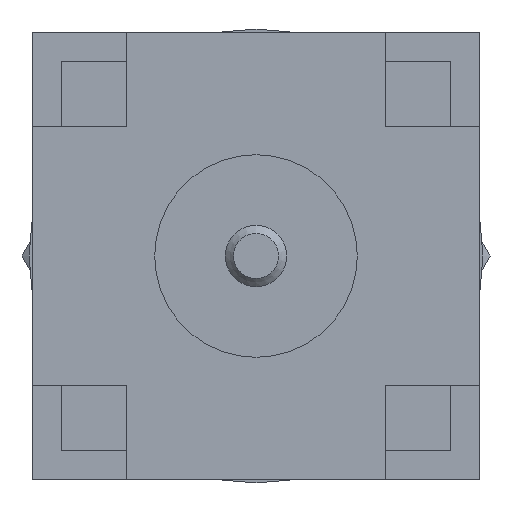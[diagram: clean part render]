
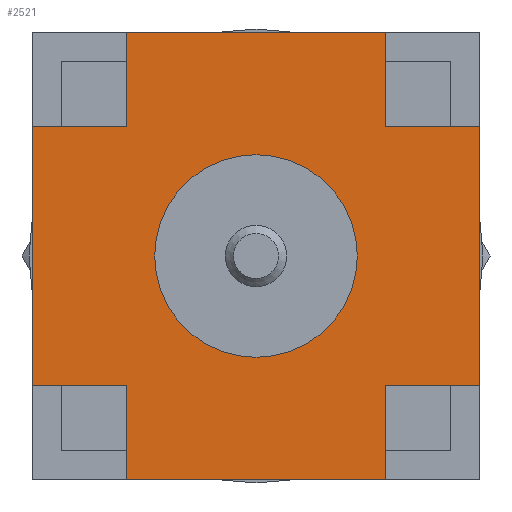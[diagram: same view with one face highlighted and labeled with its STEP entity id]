
A CAD part, left-side view. The second image highlights one B-rep face of the part: STEP entity #2521.
In plain terms, the highlighted planar face has unit normal (-1, 0, 0).
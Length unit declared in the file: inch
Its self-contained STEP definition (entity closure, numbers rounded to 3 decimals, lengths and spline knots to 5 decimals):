
#7 = CIRCLE ( 'NONE', #8318, 0.0625 ) ;
#92 = ORIENTED_EDGE ( 'NONE', *, *, #2904, .T. ) ;
#97 = LINE ( 'NONE', #8154, #1891 ) ;
#201 = CARTESIAN_POINT ( 'NONE',  ( 0.20585, 0., 0. ) ) ;
#202 = VECTOR ( 'NONE', #2812, 39.37008 ) ;
#583 = EDGE_CURVE ( 'NONE', #8313, #5815, #787, .T. ) ;
#787 = LINE ( 'NONE', #2858, #202 ) ;
#833 = CARTESIAN_POINT ( 'NONE',  ( 0.20585, -0.15171, -0.07992 ) ) ;
#856 = LINE ( 'NONE', #3539, #6090 ) ;
#924 = CARTESIAN_POINT ( 'NONE',  ( 0.20585, 0.07992, -0.1378 ) ) ;
#966 = CARTESIAN_POINT ( 'NONE',  ( 0.20585, 0.1378, 0.07992 ) ) ;
#1305 = CARTESIAN_POINT ( 'NONE',  ( 0.20585, -0.07992, 0.15171 ) ) ;
#1460 = ORIENTED_EDGE ( 'NONE', *, *, #4253, .T. ) ;
#1588 = VERTEX_POINT ( 'NONE', #1910 ) ;
#1589 = DIRECTION ( 'NONE',  ( 0., 0., 1. ) ) ;
#1590 = ORIENTED_EDGE ( 'NONE', *, *, #3188, .T. ) ;
#1595 = CARTESIAN_POINT ( 'NONE',  ( 0.20585, 0.07992, 0.07992 ) ) ;
#1713 = EDGE_CURVE ( 'NONE', #7241, #4147, #97, .T. ) ;
#1891 = VECTOR ( 'NONE', #2974, 39.37008 ) ;
#1910 = CARTESIAN_POINT ( 'NONE',  ( 0.20585, 0.1378, -0.07992 ) ) ;
#1968 = LINE ( 'NONE', #1305, #6784 ) ;
#2003 = EDGE_CURVE ( 'NONE', #6273, #2324, #2929, .T. ) ;
#2031 = CARTESIAN_POINT ( 'NONE',  ( 0.20585, 0.1378, 0.1378 ) ) ;
#2162 = VECTOR ( 'NONE', #8585, 39.37008 ) ;
#2189 = ORIENTED_EDGE ( 'NONE', *, *, #4568, .T. ) ;
#2236 = CARTESIAN_POINT ( 'NONE',  ( 0.20585, -0.07992, 0.07992 ) ) ;
#2248 = VERTEX_POINT ( 'NONE', #8312 ) ;
#2324 = VERTEX_POINT ( 'NONE', #5079 ) ;
#2352 = ORIENTED_EDGE ( 'NONE', *, *, #7604, .T. ) ;
#2482 = CARTESIAN_POINT ( 'NONE',  ( 0.20585, 0., 0. ) ) ;
#2521 = ADVANCED_FACE ( 'NONE', ( #5826, #6398 ), #6524, .F. ) ;
#2541 = VECTOR ( 'NONE', #1589, 39.37008 ) ;
#2656 = LINE ( 'NONE', #2031, #2162 ) ;
#2709 = EDGE_LOOP ( 'NONE', ( #3629 ) ) ;
#2728 = DIRECTION ( 'NONE',  ( 0., 0., 1. ) ) ;
#2812 = DIRECTION ( 'NONE',  ( 0., -1., 0. ) ) ;
#2820 = VERTEX_POINT ( 'NONE', #2870 ) ;
#2838 = VECTOR ( 'NONE', #5271, 39.37008 ) ;
#2858 = CARTESIAN_POINT ( 'NONE',  ( 0.20585, -0.1378, -0.1378 ) ) ;
#2870 = CARTESIAN_POINT ( 'NONE',  ( 0.20585, 0.07992, 0.1378 ) ) ;
#2904 = EDGE_CURVE ( 'NONE', #2324, #2820, #8232, .T. ) ;
#2929 = LINE ( 'NONE', #6161, #2541 ) ;
#2974 = DIRECTION ( 'NONE',  ( 0., 0., 1. ) ) ;
#3019 = DIRECTION ( 'NONE',  ( 0., 0., -1. ) ) ;
#3146 = LINE ( 'NONE', #4427, #7778 ) ;
#3188 = EDGE_CURVE ( 'NONE', #4959, #8313, #7388, .T. ) ;
#3451 = EDGE_CURVE ( 'NONE', #2248, #2248, #7, .T. ) ;
#3539 = CARTESIAN_POINT ( 'NONE',  ( 0.20585, 0.07992, 0.15171 ) ) ;
#3629 = ORIENTED_EDGE ( 'NONE', *, *, #3451, .F. ) ;
#3684 = VECTOR ( 'NONE', #6765, 39.37008 ) ;
#3759 = EDGE_LOOP ( 'NONE', ( #5246, #5659, #8601, #92, #7802, #2189, #2352, #1460, #1590, #7838, #5521, #4624 ) ) ;
#3865 = DIRECTION ( 'NONE',  ( 0., -1., 0. ) ) ;
#3953 = VECTOR ( 'NONE', #4168, 39.37008 ) ;
#4147 = VERTEX_POINT ( 'NONE', #7302 ) ;
#4152 = DIRECTION ( 'NONE',  ( 0., 0., -1. ) ) ;
#4168 = DIRECTION ( 'NONE',  ( 0., 1., 0. ) ) ;
#4221 = CARTESIAN_POINT ( 'NONE',  ( 0.20585, -0.1378, 0.1378 ) ) ;
#4253 = EDGE_CURVE ( 'NONE', #1588, #4959, #5405, .T. ) ;
#4262 = CARTESIAN_POINT ( 'NONE',  ( 0.20585, -0.15171, 0.07992 ) ) ;
#4410 = EDGE_CURVE ( 'NONE', #6523, #7241, #5540, .T. ) ;
#4427 = CARTESIAN_POINT ( 'NONE',  ( 0.20585, -0.15171, 0.07992 ) ) ;
#4568 = EDGE_CURVE ( 'NONE', #7448, #4780, #4843, .T. ) ;
#4624 = ORIENTED_EDGE ( 'NONE', *, *, #4410, .T. ) ;
#4780 = VERTEX_POINT ( 'NONE', #966 ) ;
#4843 = LINE ( 'NONE', #4262, #3953 ) ;
#4959 = VERTEX_POINT ( 'NONE', #7017 ) ;
#5079 = CARTESIAN_POINT ( 'NONE',  ( 0.20585, -0.07992, 0.1378 ) ) ;
#5164 = DIRECTION ( 'NONE',  ( 1., 0., 0. ) ) ;
#5246 = ORIENTED_EDGE ( 'NONE', *, *, #1713, .T. ) ;
#5271 = DIRECTION ( 'NONE',  ( 0., 0., -1. ) ) ;
#5355 = CARTESIAN_POINT ( 'NONE',  ( 0.20585, 0.07992, 0.15171 ) ) ;
#5405 = LINE ( 'NONE', #8087, #7060 ) ;
#5490 = EDGE_CURVE ( 'NONE', #5815, #6523, #1968, .T. ) ;
#5521 = ORIENTED_EDGE ( 'NONE', *, *, #5490, .T. ) ;
#5540 = LINE ( 'NONE', #833, #3684 ) ;
#5659 = ORIENTED_EDGE ( 'NONE', *, *, #6546, .T. ) ;
#5815 = VERTEX_POINT ( 'NONE', #7860 ) ;
#5826 = FACE_BOUND ( 'NONE', #2709, .T. ) ;
#6090 = VECTOR ( 'NONE', #4152, 39.37008 ) ;
#6161 = CARTESIAN_POINT ( 'NONE',  ( 0.20585, -0.07992, 0.15171 ) ) ;
#6265 = CARTESIAN_POINT ( 'NONE',  ( 0.20585, -0.1378, -0.07992 ) ) ;
#6273 = VERTEX_POINT ( 'NONE', #2236 ) ;
#6329 = DIRECTION ( 'NONE',  ( 0., 1., 0. ) ) ;
#6398 = FACE_OUTER_BOUND ( 'NONE', #3759, .T. ) ;
#6523 = VERTEX_POINT ( 'NONE', #7776 ) ;
#6524 = PLANE ( 'NONE',  #8452 ) ;
#6546 = EDGE_CURVE ( 'NONE', #4147, #6273, #3146, .T. ) ;
#6765 = DIRECTION ( 'NONE',  ( 0., -1., 0. ) ) ;
#6784 = VECTOR ( 'NONE', #2728, 39.37008 ) ;
#6900 = DIRECTION ( 'NONE',  ( -1., 0., 0. ) ) ;
#7017 = CARTESIAN_POINT ( 'NONE',  ( 0.20585, 0.07992, -0.07992 ) ) ;
#7060 = VECTOR ( 'NONE', #3865, 39.37008 ) ;
#7241 = VERTEX_POINT ( 'NONE', #6265 ) ;
#7301 = EDGE_CURVE ( 'NONE', #2820, #7448, #856, .T. ) ;
#7302 = CARTESIAN_POINT ( 'NONE',  ( 0.20585, -0.1378, 0.07992 ) ) ;
#7388 = LINE ( 'NONE', #5355, #2838 ) ;
#7448 = VERTEX_POINT ( 'NONE', #1595 ) ;
#7604 = EDGE_CURVE ( 'NONE', #4780, #1588, #2656, .T. ) ;
#7611 = DIRECTION ( 'NONE',  ( 0., 0., 1. ) ) ;
#7695 = DIRECTION ( 'NONE',  ( 0., 1., 0. ) ) ;
#7776 = CARTESIAN_POINT ( 'NONE',  ( 0.20585, -0.07992, -0.07992 ) ) ;
#7778 = VECTOR ( 'NONE', #7695, 39.37008 ) ;
#7802 = ORIENTED_EDGE ( 'NONE', *, *, #7301, .T. ) ;
#7838 = ORIENTED_EDGE ( 'NONE', *, *, #583, .T. ) ;
#7860 = CARTESIAN_POINT ( 'NONE',  ( 0.20585, -0.07992, -0.1378 ) ) ;
#8087 = CARTESIAN_POINT ( 'NONE',  ( 0.20585, -0.15171, -0.07992 ) ) ;
#8154 = CARTESIAN_POINT ( 'NONE',  ( 0.20585, -0.1378, 0.1378 ) ) ;
#8166 = VECTOR ( 'NONE', #6329, 39.37008 ) ;
#8232 = LINE ( 'NONE', #4221, #8166 ) ;
#8312 = CARTESIAN_POINT ( 'NONE',  ( 0.20585, 0., 0.0625 ) ) ;
#8313 = VERTEX_POINT ( 'NONE', #924 ) ;
#8318 = AXIS2_PLACEMENT_3D ( 'NONE', #201, #6900, #7611 ) ;
#8452 = AXIS2_PLACEMENT_3D ( 'NONE', #2482, #5164, #3019 ) ;
#8585 = DIRECTION ( 'NONE',  ( 0., 0., -1. ) ) ;
#8601 = ORIENTED_EDGE ( 'NONE', *, *, #2003, .T. ) ;
